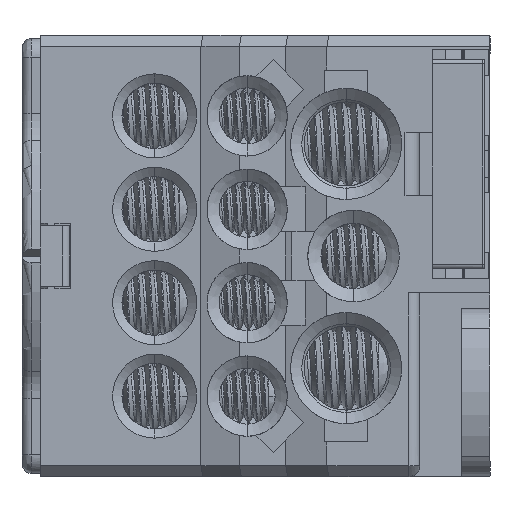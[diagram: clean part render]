
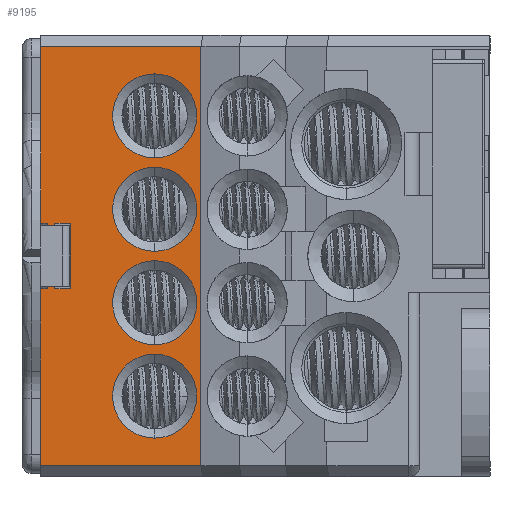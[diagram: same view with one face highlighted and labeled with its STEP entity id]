
A CAD part, left-side view. The second image highlights one B-rep face of the part: STEP entity #9195.
In plain terms, the highlighted planar face has unit normal (-1, 0, 0).
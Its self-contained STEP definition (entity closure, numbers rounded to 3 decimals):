
#2162=CIRCLE('',#43082,4.5);
#2163=CIRCLE('',#43083,4.5);
#2164=CIRCLE('',#43084,4.5);
#2165=CIRCLE('',#43085,4.5);
#2166=CIRCLE('',#43086,4.5);
#2167=CIRCLE('',#43087,4.5);
#2168=CIRCLE('',#43088,4.5);
#2169=CIRCLE('',#43089,4.5);
#2546=FACE_BOUND('',#13731,.T.);
#2547=FACE_BOUND('',#13732,.T.);
#2548=FACE_BOUND('',#13733,.T.);
#2549=FACE_BOUND('',#13734,.T.);
#2550=FACE_BOUND('',#13735,.T.);
#2551=FACE_BOUND('',#13736,.T.);
#3939=LINE('',#129190,#6039);
#3944=LINE('',#129201,#6044);
#3948=LINE('',#129209,#6048);
#4128=LINE('',#129710,#6228);
#4129=LINE('',#129720,#6229);
#4130=LINE('',#129723,#6230);
#4131=LINE('',#129725,#6231);
#4132=LINE('',#129727,#6232);
#4133=LINE('',#129736,#6233);
#4134=LINE('',#129737,#6234);
#4135=LINE('',#129739,#6235);
#4136=LINE('',#129741,#6236);
#6039=VECTOR('',#48936,1.);
#6044=VECTOR('',#48943,1.);
#6048=VECTOR('',#48947,1.);
#6228=VECTOR('',#49313,1.);
#6229=VECTOR('',#49324,1.);
#6230=VECTOR('',#49325,1.);
#6231=VECTOR('',#49326,1.);
#6232=VECTOR('',#49327,1.);
#6233=VECTOR('',#49336,1.);
#6234=VECTOR('',#49337,1.);
#6235=VECTOR('',#49338,1.);
#6236=VECTOR('',#49339,1.);
#7269=PLANE('',#43090);
#9195=ADVANCED_FACE('NONE',(#2546,#2547,#2548,#2549,#2550,#2551),#7269,
 .T.);
#13731=EDGE_LOOP('',(#24382,#24383));
#13732=EDGE_LOOP('',(#24384,#24385));
#13733=EDGE_LOOP('',(#24386,#24387,#24388,#24389));
#13734=EDGE_LOOP('',(#24390,#24391));
#13735=EDGE_LOOP('',(#24392,#24393));
#13736=EDGE_LOOP('',(#24394,#24395,#24396,#24397,#24398,#24399,#24400,#24401));
#24382=ORIENTED_EDGE('',*,*,#36289,.T.);
#24383=ORIENTED_EDGE('',*,*,#36290,.T.);
#24384=ORIENTED_EDGE('',*,*,#36291,.T.);
#24385=ORIENTED_EDGE('',*,*,#36292,.T.);
#24386=ORIENTED_EDGE('',*,*,#36293,.T.);
#24387=ORIENTED_EDGE('',*,*,#36294,.T.);
#24388=ORIENTED_EDGE('',*,*,#36295,.T.);
#24389=ORIENTED_EDGE('',*,*,#36296,.T.);
#24390=ORIENTED_EDGE('',*,*,#36297,.T.);
#24391=ORIENTED_EDGE('',*,*,#36298,.T.);
#24392=ORIENTED_EDGE('',*,*,#36299,.T.);
#24393=ORIENTED_EDGE('',*,*,#36300,.T.);
#24394=ORIENTED_EDGE('',*,*,#36301,.T.);
#24395=ORIENTED_EDGE('',*,*,#36288,.F.);
#24396=ORIENTED_EDGE('',*,*,#36044,.F.);
#24397=ORIENTED_EDGE('',*,*,#36053,.F.);
#24398=ORIENTED_EDGE('',*,*,#36302,.T.);
#24399=ORIENTED_EDGE('',*,*,#36303,.T.);
#24400=ORIENTED_EDGE('',*,*,#36304,.T.);
#24401=ORIENTED_EDGE('',*,*,#36049,.F.);
#30246=VERTEX_POINT('',#129185);
#30247=VERTEX_POINT('',#129189);
#30252=VERTEX_POINT('',#129200);
#30253=VERTEX_POINT('',#129202);
#30256=VERTEX_POINT('',#129208);
#30421=VERTEX_POINT('',#129681);
#30430=VERTEX_POINT('',#129713);
#30431=VERTEX_POINT('',#129714);
#30432=VERTEX_POINT('',#129717);
#30433=VERTEX_POINT('',#129718);
#30434=VERTEX_POINT('',#129721);
#30435=VERTEX_POINT('',#129722);
#30436=VERTEX_POINT('',#129724);
#30437=VERTEX_POINT('',#129726);
#30438=VERTEX_POINT('',#129729);
#30439=VERTEX_POINT('',#129730);
#30440=VERTEX_POINT('',#129733);
#30441=VERTEX_POINT('',#129734);
#30442=VERTEX_POINT('',#129738);
#30443=VERTEX_POINT('',#129740);
#36044=EDGE_CURVE('NONE',#30247,#30246,#3939,.T.);
#36049=EDGE_CURVE('NONE',#30252,#30253,#3944,.T.);
#36053=EDGE_CURVE('NONE',#30256,#30247,#3948,.T.);
#36288=EDGE_CURVE('NONE',#30246,#30421,#4128,.T.);
#36289=EDGE_CURVE('NONE',#30430,#30431,#2162,.T.);
#36290=EDGE_CURVE('NONE',#30431,#30430,#2163,.T.);
#36291=EDGE_CURVE('NONE',#30432,#30433,#2164,.T.);
#36292=EDGE_CURVE('NONE',#30433,#30432,#2165,.T.);
#36293=EDGE_CURVE('NONE',#30434,#30435,#4129,.T.);
#36294=EDGE_CURVE('NONE',#30435,#30436,#4130,.T.);
#36295=EDGE_CURVE('NONE',#30436,#30437,#4131,.T.);
#36296=EDGE_CURVE('NONE',#30437,#30434,#4132,.T.);
#36297=EDGE_CURVE('NONE',#30438,#30439,#2166,.T.);
#36298=EDGE_CURVE('NONE',#30439,#30438,#2167,.T.);
#36299=EDGE_CURVE('NONE',#30440,#30441,#2168,.T.);
#36300=EDGE_CURVE('NONE',#30441,#30440,#2169,.T.);
#36301=EDGE_CURVE('NONE',#30252,#30421,#4133,.T.);
#36302=EDGE_CURVE('NONE',#30256,#30442,#4134,.T.);
#36303=EDGE_CURVE('NONE',#30442,#30443,#4135,.T.);
#36304=EDGE_CURVE('NONE',#30443,#30253,#4136,.T.);
#43082=AXIS2_PLACEMENT_3D('',#129712,#49316,#49317);
#43083=AXIS2_PLACEMENT_3D('',#129715,#49318,#49319);
#43084=AXIS2_PLACEMENT_3D('',#129716,#49320,#49321);
#43085=AXIS2_PLACEMENT_3D('',#129719,#49322,#49323);
#43086=AXIS2_PLACEMENT_3D('',#129728,#49328,#49329);
#43087=AXIS2_PLACEMENT_3D('',#129731,#49330,#49331);
#43088=AXIS2_PLACEMENT_3D('',#129732,#49332,#49333);
#43089=AXIS2_PLACEMENT_3D('',#129735,#49334,#49335);
#43090=AXIS2_PLACEMENT_3D('',#129742,#49340,#49341);
#48936=DIRECTION('',(0.,-1.,0.));
#48943=DIRECTION('',(0.,0.,1.));
#48947=DIRECTION('',(0.,0.,1.));
#49313=DIRECTION('',(0.,0.,-1.));
#49316=DIRECTION('',(1.,0.,0.));
#49317=DIRECTION('',(0.,0.,1.));
#49318=DIRECTION('',(1.,0.,0.));
#49319=DIRECTION('',(0.,0.,1.));
#49320=DIRECTION('',(1.,0.,0.));
#49321=DIRECTION('',(0.,0.,1.));
#49322=DIRECTION('',(1.,0.,0.));
#49323=DIRECTION('',(0.,0.,1.));
#49324=DIRECTION('',(0.,0.,1.));
#49325=DIRECTION('',(0.,-1.,0.));
#49326=DIRECTION('',(0.,0.,-1.));
#49327=DIRECTION('',(0.,1.,0.));
#49328=DIRECTION('',(1.,0.,0.));
#49329=DIRECTION('',(0.,0.,1.));
#49330=DIRECTION('',(1.,0.,0.));
#49331=DIRECTION('',(0.,0.,1.));
#49332=DIRECTION('',(1.,0.,0.));
#49333=DIRECTION('',(0.,0.,1.));
#49334=DIRECTION('',(1.,0.,0.));
#49335=DIRECTION('',(0.,0.,1.));
#49336=DIRECTION('',(0.,-1.,0.));
#49337=DIRECTION('',(0.,-1.,0.));
#49338=DIRECTION('',(0.,0.,-1.));
#49339=DIRECTION('',(0.,1.,0.));
#49340=DIRECTION('',(-1.,0.,0.));
#49341=DIRECTION('',(0.,0.,1.));
#129185=CARTESIAN_POINT('',(-160.22,23.922,98.8));
#129189=CARTESIAN_POINT('',(-160.22,41.078,98.8));
#129190=CARTESIAN_POINT('',(-160.22,41.078,98.8));
#129200=CARTESIAN_POINT('',(-160.22,41.078,53.9));
#129201=CARTESIAN_POINT('',(-160.22,41.078,100.));
#129202=CARTESIAN_POINT('',(-160.22,41.078,72.85));
#129208=CARTESIAN_POINT('',(-160.22,41.078,79.85));
#129209=CARTESIAN_POINT('',(-160.22,41.078,100.));
#129681=CARTESIAN_POINT('',(-160.22,23.922,53.9));
#129710=CARTESIAN_POINT('',(-160.22,23.922,53.9));
#129712=CARTESIAN_POINT('',(-160.22,28.878,91.35));
#129713=CARTESIAN_POINT('',(-160.22,28.878,95.85));
#129714=CARTESIAN_POINT('',(-160.22,28.878,86.85));
#129715=CARTESIAN_POINT('',(-160.22,28.878,91.35));
#129716=CARTESIAN_POINT('',(-160.22,28.878,81.35));
#129717=CARTESIAN_POINT('',(-160.22,28.878,76.85));
#129718=CARTESIAN_POINT('',(-160.22,28.878,85.85));
#129719=CARTESIAN_POINT('',(-160.22,28.878,81.35));
#129720=CARTESIAN_POINT('',(-160.22,39.578,53.9));
#129721=CARTESIAN_POINT('',(-160.22,39.578,72.85));
#129722=CARTESIAN_POINT('',(-160.22,39.578,79.85));
#129723=CARTESIAN_POINT('',(-160.22,23.922,79.85));
#129724=CARTESIAN_POINT('',(-160.22,37.878,79.85));
#129725=CARTESIAN_POINT('',(-160.22,37.878,53.9));
#129726=CARTESIAN_POINT('',(-160.22,37.878,72.85));
#129727=CARTESIAN_POINT('',(-160.22,23.922,72.85));
#129728=CARTESIAN_POINT('',(-160.22,28.878,61.35));
#129729=CARTESIAN_POINT('',(-160.22,28.878,65.85));
#129730=CARTESIAN_POINT('',(-160.22,28.878,56.85));
#129731=CARTESIAN_POINT('',(-160.22,28.878,61.35));
#129732=CARTESIAN_POINT('',(-160.22,28.878,71.35));
#129733=CARTESIAN_POINT('',(-160.22,28.878,75.85));
#129734=CARTESIAN_POINT('',(-160.22,28.878,66.85));
#129735=CARTESIAN_POINT('',(-160.22,28.878,71.35));
#129736=CARTESIAN_POINT('',(-160.22,23.922,53.9));
#129737=CARTESIAN_POINT('',(-160.22,23.922,79.85));
#129738=CARTESIAN_POINT('',(-160.22,40.378,79.85));
#129739=CARTESIAN_POINT('',(-160.22,40.378,53.9));
#129740=CARTESIAN_POINT('',(-160.22,40.378,72.85));
#129741=CARTESIAN_POINT('',(-160.22,23.922,72.85));
#129742=CARTESIAN_POINT('',(-160.22,23.922,53.9));
